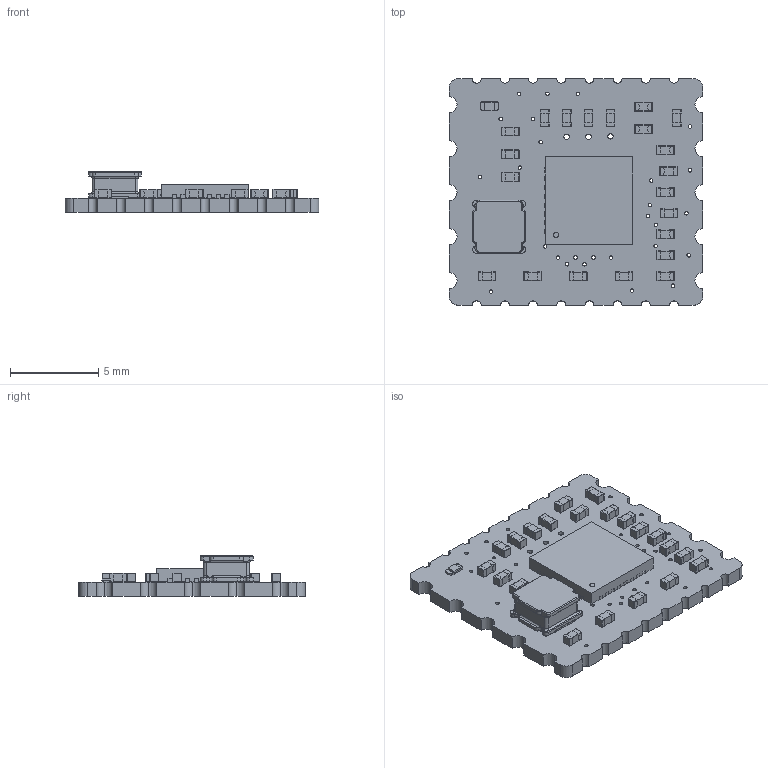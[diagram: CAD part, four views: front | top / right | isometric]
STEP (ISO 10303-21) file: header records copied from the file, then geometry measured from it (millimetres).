
FILE_DESCRIPTION(('Designed by EasyEDA Pro'),'2;1');
FILE_NAME('Open CASCADE Shape Model','2022-06-12T12:36:59',('Author'),( 'Open CASCADE'),'Open CASCADE STEP processor 7.5','Open CASCADE 7.5' ,'Unknown');
FILE_SCHEMA(('AUTOMOTIVE_DESIGN { 1 0 10303 214 1 1 1 1 }'));
Length unit declared in the file: millimetre
Products named in the file (36): PCBModel; COMPOUND; R2; R0402; =>[0:1:1:5]; R5; R1; R3; R4; L1; IND-SMD_L3.0-W3.0; SOLID; LED1; LED0402-RD; U1; QFN-32L_L5.0-W5.0-P0.50-EP; C1; C0402; =>[0:1:1:22]; C2; C3; C4; C5; C6; C7; C8; C9; C11; C10; C12; C13; C14; C15; C16
Assembly tree (54 placements, depth 4):
  PCBModel
    COMPOUND
    R2
      R0402
        =>[0:1:1:5]
    R5
      R0402
        =>[0:1:1:5]
    R1
      R0402
        =>[0:1:1:5]
    R3
      R0402
        =>[0:1:1:5]
    R4
      R0402
        =>[0:1:1:5]
    L1
      IND-SMD_L3.0-W3.0
        SOLID
    LED1
      LED0402-RD
        COMPOUND
    U1
      QFN-32L_L5.0-W5.0-P0.50-EP
        SOLID
    C1
      C0402
        =>[0:1:1:22]
    C2
      C0402
        =>[0:1:1:22]
    C3
      C0402
        =>[0:1:1:22]
    C4
      C0402
        =>[0:1:1:22]
    C5
      C0402
        =>[0:1:1:22]
    C6
      C0402
        =>[0:1:1:22]
    C7
      C0402
        =>[0:1:1:22]
    C8
      C0402
        =>[0:1:1:22]
    C9
      C0402
        =>[0:1:1:22]
    C11
      C0402
        =>[0:1:1:22]
    C10
      C0402
        =>[0:1:1:22]
    C12
Bounding box: 14.4 x 12.85 x 2.31 mm (x, y, z)
Volume: 177.6 mm3; surface area: 585.9 mm2
Topology: 27 solids, 27 shells, 3693 faces, 9497 edges, 5852 vertices
Faces by surface type: plane 2012, cylinder 1133, bspline 346, sphere 168, torus 34
Full cylindrical faces by diameter (mm): 0.2 x27, 0.305 x13
Entity records: 41385 total; most frequent: CARTESIAN_POINT 10842, ORIENTED_EDGE 5418, DIRECTION 4965, EDGE_CURVE 2709, LINE 1839, VECTOR 1839, VERTEX_POINT 1748, AXIS2_PLACEMENT_3D 1563
